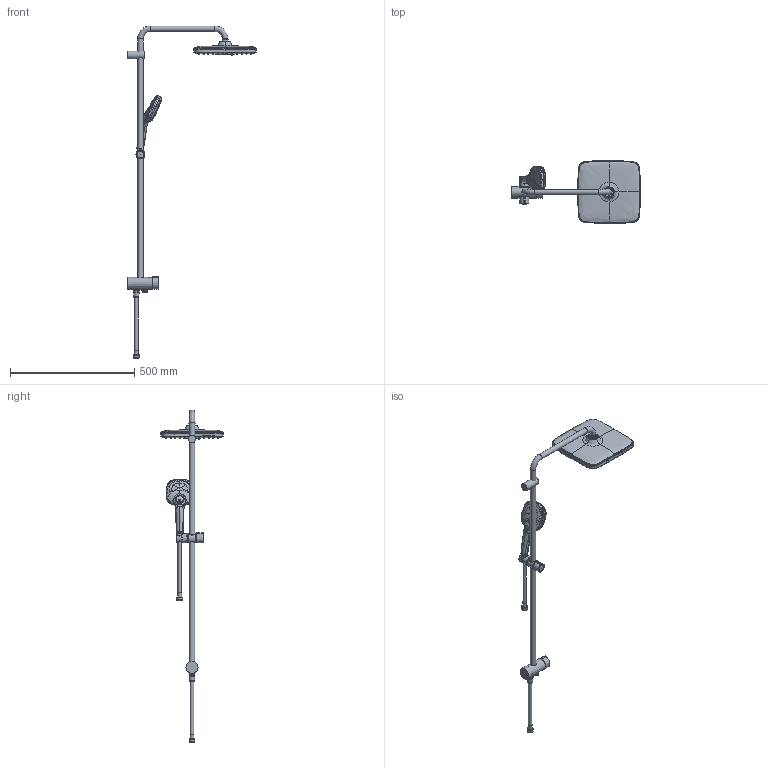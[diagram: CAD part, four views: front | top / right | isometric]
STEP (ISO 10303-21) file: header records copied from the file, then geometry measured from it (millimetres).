
FILE_DESCRIPTION(/* description */ ('Unknown'),/* implementation_level */ '2;1');
FILE_NAME(/* name */ '26694001',/* time_stamp */ '2023-04-23T09:22:29+02:00',/* author */ ('Unknown'),/* organization */ ('GROHE AG'),/* preprocessor_version */ 'ST-DEVELOPER v16.7',/* originating_system */ 'DEX',/* authorisation */ $);
FILE_SCHEMA (('AUTOMOTIVE_DESIGN {1 0 10303 214 3 1 1}'));
Length unit declared in the file: millimetre
Products named in the file (1): 26694001
Bounding box: 515.5 x 250.02 x 1334.36 mm (x, y, z)
Volume: 108083 mm3; surface area: 402382.8 mm2
Topology: 2 solids, 339 shells, 1809 faces, 6138 edges, 4648 vertices
Faces by surface type: bspline 855, cylinder 501, plane 308, torus 77, cone 46, sphere 22
Full cylindrical faces by diameter (mm): 2.187 x108, 2.8 x45, 3.7 x6, 3.797 x136, 4.1 x3, 4.65 x88, 14.262 x2, 15 x4, 19.9 x2, 20.96 x1, 22 x4, 22.6 x2, 22.9 x1, 23 x2, 31.3 x1, 33.4 x2, 36 x2
Entity records: 125771 total; most frequent: CARTESIAN_POINT 80070, ORIENTED_EDGE 7093, EDGE_CURVE 4980, DIRECTION 4476, VERTEX_POINT 4175, B_SPLINE_CURVE_WITH_KNOTS 3487, EDGE_LOOP 3108, FACE_BOUND 3108
